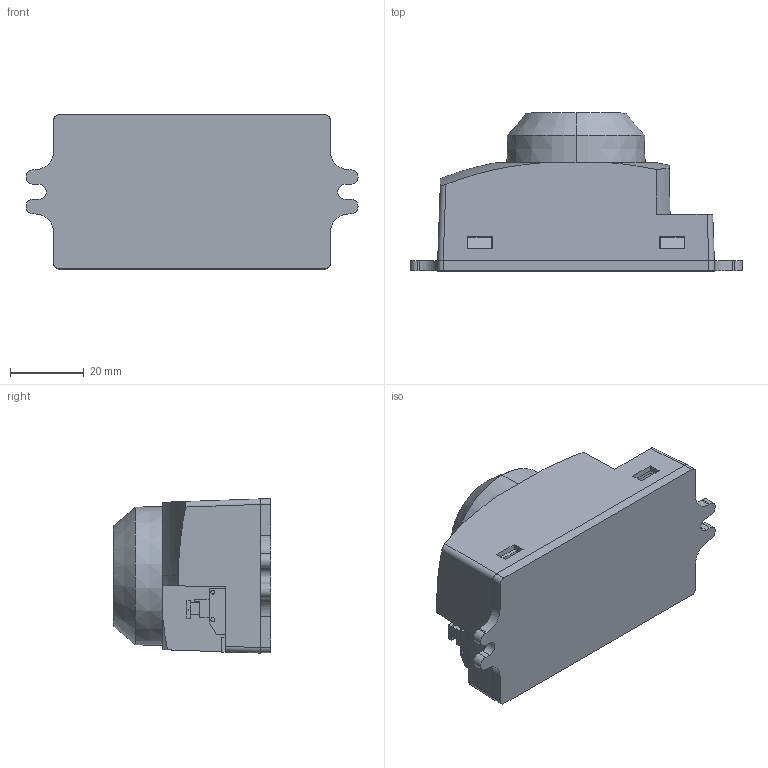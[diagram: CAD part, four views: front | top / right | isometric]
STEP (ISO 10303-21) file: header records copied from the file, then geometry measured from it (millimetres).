
FILE_DESCRIPTION (( 'STEP AP214' ), '1' );
FILE_NAME ('OCC58GRS08-1_3D.step', '2024-03-19T17:18:27', ( '' ), ( '' ), 'SwSTEP 2.0', 'SolidWorks 2022', '' );
FILE_SCHEMA (( 'AUTOMOTIVE_DESIGN' ));
Length unit declared in the file: inch
Products named in the file (70): PS-RS0831^OCC58GRS08-1; Copy of PS-RS0855^OCC58GRS08-1; PS-RS0835^OCC58GRS08-1; Copy of PS-RS0866^OCC58GRS08-1; PS-RS0851^OCC58GRS08-1; Copy of PS-RS0857^OCC58GRS08-1; PS-RS0821^OCC58GRS08-1; Copy of PS-RS0840^OCC58GRS08-1; Copy of PS-RS0862^OCC58GRS08-1; cover^OCC58GRS08-1; Copy of PS-RS0848^OCC58GRS08-1; PS-RS0858^OCC58GRS08-1; PS-RS0837^OCC58GRS08-1; PS-RS0819^OCC58GRS08-1; PS-RS0834^OCC58GRS08-1; PS-RS0815^OCC58GRS08-1; PS-RS0839^OCC58GRS08-1; PS-RS0811^OCC58GRS08-1; Copy of PS-RS0850^OCC58GRS08-1; Copy of PS-RS0863^OCC58GRS08-1; crown^OCC58GRS08-1; PS-RS0838^OCC58GRS08-1; PS-RS0810^OCC58GRS08-1; PS-RS083^OCC58GRS08-1; PS-RS0868^OCC58GRS08-1; PS-RS0830^OCC58GRS08-1; Copy of PS-RS0845^OCC58GRS08-1; base pl^OCC58GRS08-1; PS-RS0818^OCC58GRS08-1; PS-RS0842^OCC58GRS08-1; PS-RS0816^OCC58GRS08-1; PS-RS0856^OCC58GRS08-1; Copy of PS-RS0844^OCC58GRS08-1; PS-RS0825^OCC58GRS08-1; PS-RS0849^OCC58GRS08-1; PS-RS0827^OCC58GRS08-1; PS-RS088^OCC58GRS08-1; PS-RS089^OCC58GRS08-1; Copy of PS-RS0867^OCC58GRS08-1; PS-RS085^OCC58GRS08-1 ...
Assembly tree (69 placements, depth 2):
  OCC58GRS08-1_3D
    base pl^OCC58GRS08-1
    Copy of PS-RS0866^OCC58GRS08-1
    Copy of PS-RS0867^OCC58GRS08-1
    PS-RS0868^OCC58GRS08-1
    PS-RS0869^OCC58GRS08-1
    Copy of PS-RS0861^OCC58GRS08-1
    Copy of PS-RS0862^OCC58GRS08-1
    Copy of PS-RS0863^OCC58GRS08-1
    Copy of PS-RS0864^OCC58GRS08-1
    PS-RS081^OCC58GRS08-1
    PS-RS082^OCC58GRS08-1
    PS-RS083^OCC58GRS08-1
    PS-RS084^OCC58GRS08-1
    PS-RS085^OCC58GRS08-1
    PS-RS086^OCC58GRS08-1
    PS-RS087^OCC58GRS08-1
    PS-RS088^OCC58GRS08-1
    PS-RS089^OCC58GRS08-1
    PS-RS0810^OCC58GRS08-1
    PS-RS0811^OCC58GRS08-1
    PS-RS0812^OCC58GRS08-1
    PS-RS0813^OCC58GRS08-1
    PS-RS0814^OCC58GRS08-1
    PS-RS0815^OCC58GRS08-1
    PS-RS0816^OCC58GRS08-1
    PS-RS0817^OCC58GRS08-1
    PS-RS0818^OCC58GRS08-1
    PS-RS0819^OCC58GRS08-1
    PS-RS0820^OCC58GRS08-1
    PS-RS0821^OCC58GRS08-1
    PS-RS0822^OCC58GRS08-1
    PS-RS0823^OCC58GRS08-1
    PS-RS0824^OCC58GRS08-1
    PS-RS0825^OCC58GRS08-1
    PS-RS0826^OCC58GRS08-1
    PS-RS0827^OCC58GRS08-1
    PS-RS0828^OCC58GRS08-1
    PS-RS0829^OCC58GRS08-1
    PS-RS0830^OCC58GRS08-1
    PS-RS0831^OCC58GRS08-1
    PS-RS0832^OCC58GRS08-1
    PS-RS0833^OCC58GRS08-1
    PS-RS0834^OCC58GRS08-1
    PS-RS0835^OCC58GRS08-1
    PS-RS0836^OCC58GRS08-1
    PS-RS0837^OCC58GRS08-1
    PS-RS0838^OCC58GRS08-1
    PS-RS0839^OCC58GRS08-1
    Copy of PS-RS0840^OCC58GRS08-1
    Copy of PS-RS0841^OCC58GRS08-1
    PS-RS0842^OCC58GRS08-1
    PS-RS0843^OCC58GRS08-1
    Copy of PS-RS0844^OCC58GRS08-1
    Copy of PS-RS0845^OCC58GRS08-1
    Copy of PS-RS0846^OCC58GRS08-1
    Copy of PS-RS0847^OCC58GRS08-1
    Copy of PS-RS0848^OCC58GRS08-1
    PS-RS0849^OCC58GRS08-1
    Copy of PS-RS0850^OCC58GRS08-1
Bounding box: 90 x 42.8 x 41.8 mm (x, y, z)
Volume: 26061.6 mm3; surface area: 30879.3 mm2
Topology: 69 solids, 69 shells, 780 faces, 1838 edges, 1217 vertices
Faces by surface type: plane 638, bspline 55, cylinder 52, cone 22, torus 9, sphere 4
Entity records: 28555 total; most frequent: CARTESIAN_POINT 7491, ORIENTED_EDGE 3652, DIRECTION 3406, EDGE_CURVE 1826, VECTOR 1512, LINE 1512, VERTEX_POINT 1209, AXIS2_PLACEMENT_3D 947
